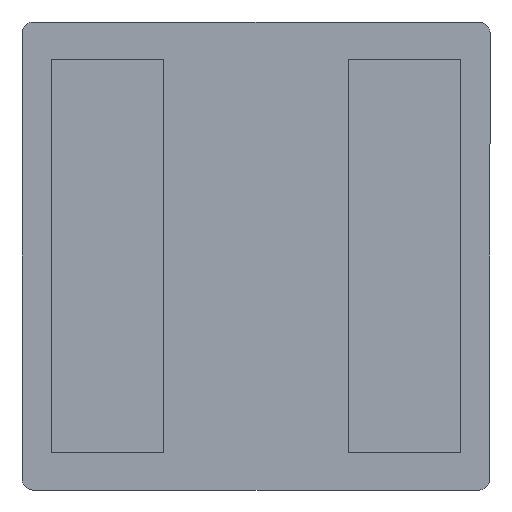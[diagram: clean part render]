
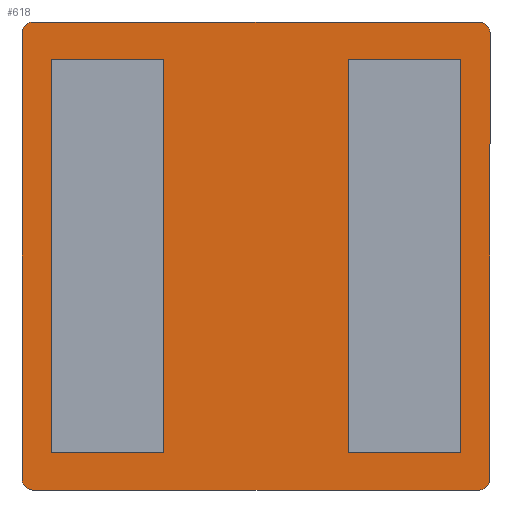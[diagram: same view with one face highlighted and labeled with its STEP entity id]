
A CAD part, front view. The second image highlights one B-rep face of the part: STEP entity #618.
In plain terms, the highlighted planar face has unit normal (0, -1, 0).
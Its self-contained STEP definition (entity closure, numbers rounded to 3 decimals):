
#9 = LINE ( 'NONE', #427, #718 ) ;
#13 = ORIENTED_EDGE ( 'NONE', *, *, #1131, .F. ) ;
#18 = EDGE_LOOP ( 'NONE', ( #13, #744, #878, #293 ) ) ;
#24 = VECTOR ( 'NONE', #465, 1000. ) ;
#28 = VECTOR ( 'NONE', #759, 1000. ) ;
#29 = CARTESIAN_POINT ( 'NONE',  ( -1.523, 0.05, 1.598 ) ) ;
#38 = CARTESIAN_POINT ( 'NONE',  ( 1.6, 0.05, 1.345 ) ) ;
#47 = EDGE_CURVE ( 'NONE', #1251, #1209, #267, .T. ) ;
#49 = VERTEX_POINT ( 'NONE', #1142 ) ;
#69 = VECTOR ( 'NONE', #616, 1000. ) ;
#73 = CARTESIAN_POINT ( 'NONE',  ( -1.598, 0.05, -1.567 ) ) ;
#74 = EDGE_CURVE ( 'NONE', #831, #163, #566, .T. ) ;
#77 = VERTEX_POINT ( 'NONE', #272 ) ;
#79 = CARTESIAN_POINT ( 'NONE',  ( -1.598, 0.05, -1.523 ) ) ;
#92 = CARTESIAN_POINT ( 'NONE',  ( -1.4, 0.05, 1.345 ) ) ;
#127 = CARTESIAN_POINT ( 'NONE',  ( 1.523, 0.05, 1.598 ) ) ;
#139 = ORIENTED_EDGE ( 'NONE', *, *, #761, .F. ) ;
#141 = LINE ( 'NONE', #38, #24 ) ;
#157 = CARTESIAN_POINT ( 'NONE',  ( 1.598, 0.05, 1.523 ) ) ;
#163 = VERTEX_POINT ( 'NONE', #1270 ) ;
#187 = CARTESIAN_POINT ( 'NONE',  ( -1.523, 0.05, -1.598 ) ) ;
#189 = ORIENTED_EDGE ( 'NONE', *, *, #931, .F. ) ;
#206 = VECTOR ( 'NONE', #265, 1000. ) ;
#265 = DIRECTION ( 'NONE',  ( 0., 0., 1. ) ) ;
#267 = LINE ( 'NONE', #1255, #754 ) ;
#269 = VERTEX_POINT ( 'NONE', #157 ) ;
#272 = CARTESIAN_POINT ( 'NONE',  ( -0.63, 0.05, -1.345 ) ) ;
#293 = ORIENTED_EDGE ( 'NONE', *, *, #1122, .F. ) ;
#296 = VECTOR ( 'NONE', #538, 1000. ) ;
#324 = CARTESIAN_POINT ( 'NONE',  ( 1.598, 0.05, -1.567 ) ) ;
#364 = VECTOR ( 'NONE', #445, 1000. ) ;
#373 =( BOUNDED_CURVE ( )  B_SPLINE_CURVE ( 3, ( #769, #1413, #324, #977 ),
 .UNSPECIFIED., .F., .F. ) 
 B_SPLINE_CURVE_WITH_KNOTS ( ( 4, 4 ),
 ( 5.498, 7.068 ),
 .UNSPECIFIED. ) 
 CURVE ( )  GEOMETRIC_REPRESENTATION_ITEM ( )  RATIONAL_B_SPLINE_CURVE ( ( 1., 0.805, 0.805, 1. ) ) 
 REPRESENTATION_ITEM ( '' )  );
#377 = EDGE_CURVE ( 'NONE', #484, #49, #1033, .T. ) ;
#397 = CARTESIAN_POINT ( 'NONE',  ( 0.63, 0.05, 1.345 ) ) ;
#398 = CARTESIAN_POINT ( 'NONE',  ( -1.567, 0.05, -1.598 ) ) ;
#402 = CARTESIAN_POINT ( 'NONE',  ( 0.63, 0.05, 1.6 ) ) ;
#427 = CARTESIAN_POINT ( 'NONE',  ( -1.6, 0.05, 1.598 ) ) ;
#439 = CARTESIAN_POINT ( 'NONE',  ( 1.4, 0.05, 1.6 ) ) ;
#445 = DIRECTION ( 'NONE',  ( 0., 0., 1. ) ) ;
#449 = FACE_BOUND ( 'NONE', #617, .T. ) ;
#464 = CARTESIAN_POINT ( 'NONE',  ( -1.598, 0.05, 1.567 ) ) ;
#465 = DIRECTION ( 'NONE',  ( -1., 0., 0. ) ) ;
#471 = DIRECTION ( 'NONE',  ( 0., 1., 0. ) ) ;
#473 = ORIENTED_EDGE ( 'NONE', *, *, #74, .T. ) ;
#482 = DIRECTION ( 'NONE',  ( 0., 0., 1. ) ) ;
#484 = VERTEX_POINT ( 'NONE', #626 ) ;
#488 = CARTESIAN_POINT ( 'NONE',  ( -1.598, 0.05, 1.523 ) ) ;
#512 = VERTEX_POINT ( 'NONE', #397 ) ;
#527 = EDGE_CURVE ( 'NONE', #856, #699, #373, .T. ) ;
#531 = CARTESIAN_POINT ( 'NONE',  ( -1.4, 0.05, -1.345 ) ) ;
#536 = EDGE_CURVE ( 'NONE', #831, #1145, #9, .T. ) ;
#538 = DIRECTION ( 'NONE',  ( 0., 0., -1. ) ) ;
#546 = AXIS2_PLACEMENT_3D ( 'NONE', #604, #471, #482 ) ;
#552 = EDGE_CURVE ( 'NONE', #269, #1145, #580, .T. ) ;
#557 = DIRECTION ( 'NONE',  ( 0., 0., 1. ) ) ;
#566 =( BOUNDED_CURVE ( )  B_SPLINE_CURVE ( 3, ( #793, #603, #464, #488 ),
 .UNSPECIFIED., .F., .F. ) 
 B_SPLINE_CURVE_WITH_KNOTS ( ( 4, 4 ),
 ( 5.498, 7.068 ),
 .UNSPECIFIED. ) 
 CURVE ( )  GEOMETRIC_REPRESENTATION_ITEM ( )  RATIONAL_B_SPLINE_CURVE ( ( 1., 0.805, 0.805, 1. ) ) 
 REPRESENTATION_ITEM ( '' )  );
#580 =( BOUNDED_CURVE ( )  B_SPLINE_CURVE ( 3, ( #1217, #675, #1111, #127 ),
 .UNSPECIFIED., .F., .T. ) 
 B_SPLINE_CURVE_WITH_KNOTS ( ( 4, 4 ),
 ( 5.498, 7.068 ),
 .UNSPECIFIED. ) 
 CURVE ( )  GEOMETRIC_REPRESENTATION_ITEM ( )  RATIONAL_B_SPLINE_CURVE ( ( 1., 0.805, 0.805, 1. ) ) 
 REPRESENTATION_ITEM ( '' )  );
#585 = LINE ( 'NONE', #1258, #206 ) ;
#603 = CARTESIAN_POINT ( 'NONE',  ( -1.567, 0.05, 1.598 ) ) ;
#604 = CARTESIAN_POINT ( 'NONE',  ( 1.6, 0.05, 1.6 ) ) ;
#611 = EDGE_LOOP ( 'NONE', ( #990, #925, #1130, #473, #972, #656, #189, #968 ) ) ;
#616 = DIRECTION ( 'NONE',  ( 0., 0., -1. ) ) ;
#617 = EDGE_LOOP ( 'NONE', ( #906, #632, #1293, #139 ) ) ;
#618 = ADVANCED_FACE ( 'NONE', ( #880, #449, #890 ), #1335, .F. ) ;
#626 = CARTESIAN_POINT ( 'NONE',  ( 0.63, 0.05, -1.345 ) ) ;
#632 = ORIENTED_EDGE ( 'NONE', *, *, #1064, .F. ) ;
#656 = ORIENTED_EDGE ( 'NONE', *, *, #1183, .T. ) ;
#675 = CARTESIAN_POINT ( 'NONE',  ( 1.598, 0.05, 1.567 ) ) ;
#677 = CARTESIAN_POINT ( 'NONE',  ( -1.598, 0.05, -1.523 ) ) ;
#679 = EDGE_CURVE ( 'NONE', #950, #512, #141, .T. ) ;
#680 = CARTESIAN_POINT ( 'NONE',  ( 1.523, 0.05, -1.598 ) ) ;
#694 = VECTOR ( 'NONE', #1041, 1000. ) ;
#699 = VERTEX_POINT ( 'NONE', #1240 ) ;
#707 = LINE ( 'NONE', #1025, #919 ) ;
#709 = DIRECTION ( 'NONE',  ( -1., 0., 0. ) ) ;
#718 = VECTOR ( 'NONE', #1204, 1000. ) ;
#744 = ORIENTED_EDGE ( 'NONE', *, *, #1323, .F. ) ;
#754 = VECTOR ( 'NONE', #709, 1000. ) ;
#759 = DIRECTION ( 'NONE',  ( -1., 0., 0. ) ) ;
#761 = EDGE_CURVE ( 'NONE', #512, #484, #850, .T. ) ;
#764 = CARTESIAN_POINT ( 'NONE',  ( -1.4, 0.05, 1.6 ) ) ;
#769 = CARTESIAN_POINT ( 'NONE',  ( 1.523, 0.05, -1.598 ) ) ;
#793 = CARTESIAN_POINT ( 'NONE',  ( -1.523, 0.05, 1.598 ) ) ;
#831 = VERTEX_POINT ( 'NONE', #29 ) ;
#850 = LINE ( 'NONE', #402, #69 ) ;
#856 = VERTEX_POINT ( 'NONE', #680 ) ;
#871 =( BOUNDED_CURVE ( )  B_SPLINE_CURVE ( 3, ( #79, #73, #398, #1390 ),
 .UNSPECIFIED., .F., .T. ) 
 B_SPLINE_CURVE_WITH_KNOTS ( ( 4, 4 ),
 ( 2.357, 3.926 ),
 .UNSPECIFIED. ) 
 CURVE ( )  GEOMETRIC_REPRESENTATION_ITEM ( )  RATIONAL_B_SPLINE_CURVE ( ( 1., 0.805, 0.805, 1. ) ) 
 REPRESENTATION_ITEM ( '' )  );
#878 = ORIENTED_EDGE ( 'NONE', *, *, #47, .F. ) ;
#880 = FACE_BOUND ( 'NONE', #18, .T. ) ;
#881 = DIRECTION ( 'NONE',  ( 0., 0., -1. ) ) ;
#890 = FACE_OUTER_BOUND ( 'NONE', #611, .T. ) ;
#897 = LINE ( 'NONE', #1118, #364 ) ;
#906 = ORIENTED_EDGE ( 'NONE', *, *, #679, .F. ) ;
#908 = CARTESIAN_POINT ( 'NONE',  ( 1.523, 0.05, 1.598 ) ) ;
#919 = VECTOR ( 'NONE', #1157, 1000. ) ;
#925 = ORIENTED_EDGE ( 'NONE', *, *, #552, .T. ) ;
#931 = EDGE_CURVE ( 'NONE', #856, #1243, #1392, .T. ) ;
#950 = VERTEX_POINT ( 'NONE', #1200 ) ;
#956 = EDGE_CURVE ( 'NONE', #1012, #163, #897, .T. ) ;
#968 = ORIENTED_EDGE ( 'NONE', *, *, #527, .T. ) ;
#972 = ORIENTED_EDGE ( 'NONE', *, *, #956, .F. ) ;
#977 = CARTESIAN_POINT ( 'NONE',  ( 1.598, 0.05, -1.523 ) ) ;
#990 = ORIENTED_EDGE ( 'NONE', *, *, #1228, .F. ) ;
#1006 = LINE ( 'NONE', #764, #1244 ) ;
#1012 = VERTEX_POINT ( 'NONE', #677 ) ;
#1025 = CARTESIAN_POINT ( 'NONE',  ( 1.6, 0.05, -1.345 ) ) ;
#1033 = LINE ( 'NONE', #1156, #694 ) ;
#1041 = DIRECTION ( 'NONE',  ( 1., 0., 0. ) ) ;
#1064 = EDGE_CURVE ( 'NONE', #49, #950, #1126, .T. ) ;
#1068 = CARTESIAN_POINT ( 'NONE',  ( 1.598, 0.05, -1.6 ) ) ;
#1076 = CARTESIAN_POINT ( 'NONE',  ( -1.6, 0.05, -1.598 ) ) ;
#1111 = CARTESIAN_POINT ( 'NONE',  ( 1.567, 0.05, 1.598 ) ) ;
#1118 = CARTESIAN_POINT ( 'NONE',  ( -1.598, 0.05, -1.6 ) ) ;
#1122 = EDGE_CURVE ( 'NONE', #77, #1251, #585, .T. ) ;
#1126 = LINE ( 'NONE', #439, #1266 ) ;
#1130 = ORIENTED_EDGE ( 'NONE', *, *, #536, .F. ) ;
#1131 = EDGE_CURVE ( 'NONE', #1215, #77, #707, .T. ) ;
#1142 = CARTESIAN_POINT ( 'NONE',  ( 1.4, 0.05, -1.345 ) ) ;
#1145 = VERTEX_POINT ( 'NONE', #908 ) ;
#1156 = CARTESIAN_POINT ( 'NONE',  ( 1.6, 0.05, -1.345 ) ) ;
#1157 = DIRECTION ( 'NONE',  ( 1., 0., 0. ) ) ;
#1183 = EDGE_CURVE ( 'NONE', #1012, #1243, #871, .T. ) ;
#1200 = CARTESIAN_POINT ( 'NONE',  ( 1.4, 0.05, 1.345 ) ) ;
#1204 = DIRECTION ( 'NONE',  ( 1., 0., 0. ) ) ;
#1209 = VERTEX_POINT ( 'NONE', #92 ) ;
#1215 = VERTEX_POINT ( 'NONE', #531 ) ;
#1217 = CARTESIAN_POINT ( 'NONE',  ( 1.598, 0.05, 1.523 ) ) ;
#1228 = EDGE_CURVE ( 'NONE', #269, #699, #1385, .T. ) ;
#1240 = CARTESIAN_POINT ( 'NONE',  ( 1.598, 0.05, -1.523 ) ) ;
#1243 = VERTEX_POINT ( 'NONE', #187 ) ;
#1244 = VECTOR ( 'NONE', #881, 1000. ) ;
#1251 = VERTEX_POINT ( 'NONE', #1396 ) ;
#1255 = CARTESIAN_POINT ( 'NONE',  ( 1.6, 0.05, 1.345 ) ) ;
#1258 = CARTESIAN_POINT ( 'NONE',  ( -0.63, 0.05, 1.6 ) ) ;
#1266 = VECTOR ( 'NONE', #557, 1000. ) ;
#1270 = CARTESIAN_POINT ( 'NONE',  ( -1.598, 0.05, 1.523 ) ) ;
#1293 = ORIENTED_EDGE ( 'NONE', *, *, #377, .F. ) ;
#1323 = EDGE_CURVE ( 'NONE', #1209, #1215, #1006, .T. ) ;
#1335 = PLANE ( 'NONE',  #546 ) ;
#1385 = LINE ( 'NONE', #1068, #296 ) ;
#1390 = CARTESIAN_POINT ( 'NONE',  ( -1.523, 0.05, -1.598 ) ) ;
#1392 = LINE ( 'NONE', #1076, #28 ) ;
#1396 = CARTESIAN_POINT ( 'NONE',  ( -0.63, 0.05, 1.345 ) ) ;
#1413 = CARTESIAN_POINT ( 'NONE',  ( 1.567, 0.05, -1.598 ) ) ;
